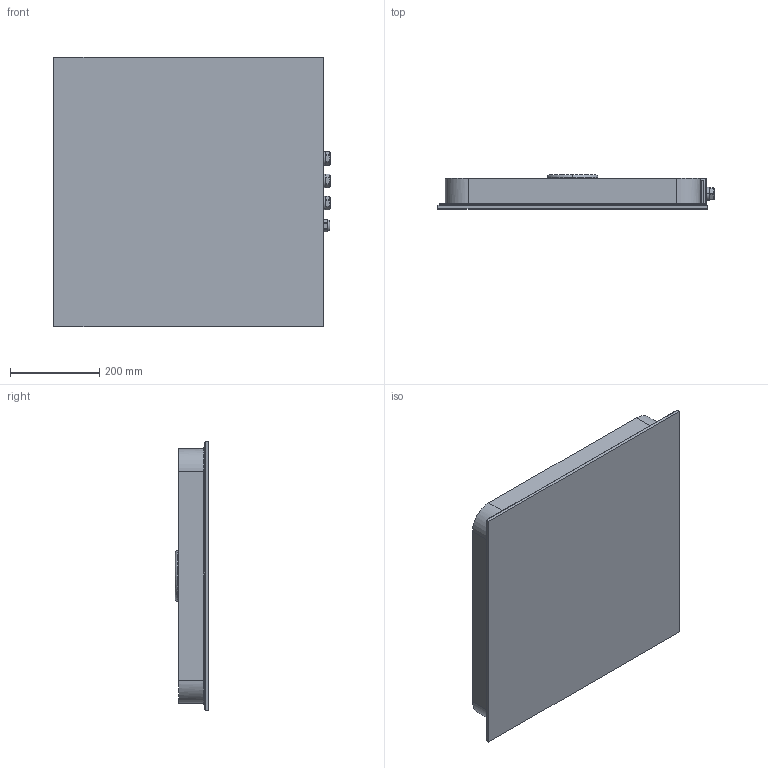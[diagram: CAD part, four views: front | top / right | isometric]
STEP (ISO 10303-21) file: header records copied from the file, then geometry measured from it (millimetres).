
FILE_DESCRIPTION (( 'STEP AP214' ), '1' );
FILE_NAME ('35750970ff_PM.STEP', '2023-12-11T07:51:00', ( '' ), ( '' ), 'SwSTEP 2.0', 'SolidWorks 2023', '' );
FILE_SCHEMA (( 'AUTOMOTIVE_DESIGN' ));
Length unit declared in the file: millimetre
Products named in the file (5): Planungsmodell_Nippel-+-09240333590_K1_30x200; Skintop M20 ^Elektr_Kabelbaum-+-09100108990_K1_30x40; 35750970ff_PM; Planungsmodell_Abdeckung-+-09172028890_K1_7,5x604; Planungsmodell_Gehaeuse-+-09111109690_K1_60.5x597
Assembly tree (6 placements, depth 2):
  35750970ff_PM
    Planungsmodell_Gehaeuse-+-09111109690_K1_60.5x597
    Planungsmodell_Abdeckung-+-09172028890_K1_7,5x604
    Planungsmodell_Nippel-+-09240333590_K1_30x200  x3
    Skintop M20 ^Elektr_Kabelbaum-+-09100108990_K1_30x40
Bounding box: 617.99 x 75.9 x 604.03 mm (x, y, z)
Volume: 22731166.3 mm3; surface area: 1686918.2 mm2
Topology: 6 solids, 7 shells, 1078 faces, 2786 edges, 1816 vertices
Faces by surface type: plane 504, bspline 270, cylinder 201, cone 65, torus 36, sphere 2
Entity records: 43907 total; most frequent: CARTESIAN_POINT 21541, ORIENTED_EDGE 5060, DIRECTION 3709, EDGE_CURVE 2530, VERTEX_POINT 1658, LINE 1449, VECTOR 1449, AXIS2_PLACEMENT_3D 1130
